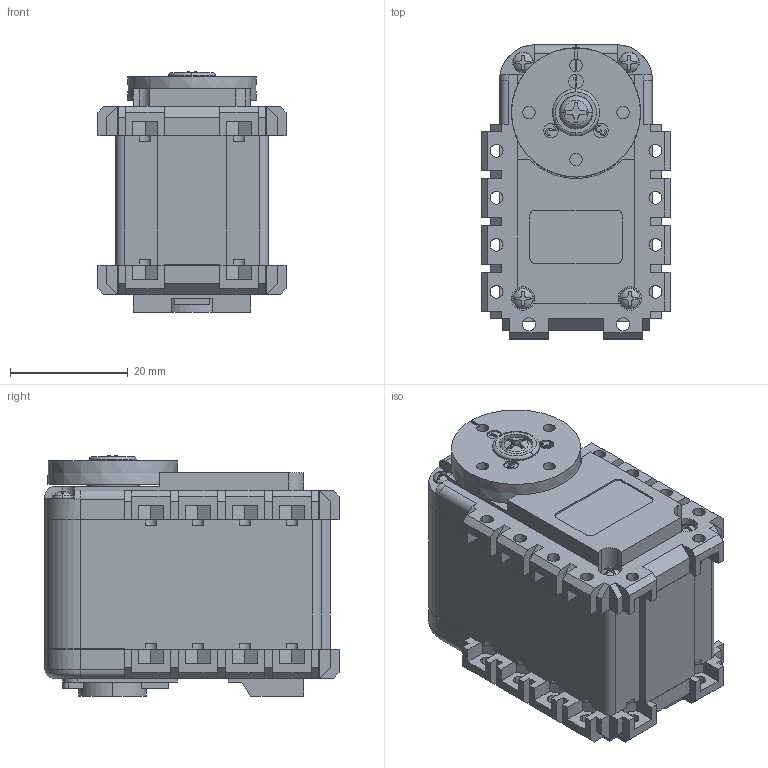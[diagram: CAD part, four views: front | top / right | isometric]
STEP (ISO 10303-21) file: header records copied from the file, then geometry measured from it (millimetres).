
FILE_DESCRIPTION((''),'2;1');
FILE_NAME('AX12_ASM','2011-05-31T',('yun'),(''),'PRO/ENGINEER BY PARAMETRIC TECHNOLOGY CORPORATION, 2009060','PRO/ENGINEER BY PARAMETRIC TECHNOLOGY CORPORATION, 2009060','');
FILE_SCHEMA(('CONFIG_CONTROL_DESIGN'));
Length unit declared in the file: millimetre
Products named in the file (7): ASSY_DUMMY__; ASSY_GEAR-WHEEL__; DX124_SCREW-COVER__; 099990987___; DX124_HORN1__; PHS_M3X10__; AX12_ASM
Assembly tree (10 placements, depth 2):
  AX12_ASM
    ASSY_DUMMY__
    ASSY_GEAR-WHEEL__
    DX124_SCREW-COVER__  x4
    099990987___  x2
    DX124_HORN1__
    PHS_M3X10__
Bounding box: 32 x 50 x 40.86 mm (x, y, z)
Volume: 43350.6 mm3; surface area: 13862.7 mm2
Topology: 10 solids, 10 shells, 1263 faces, 3463 edges, 2263 vertices
Faces by surface type: plane 848, cylinder 318, bspline 32, cone 29, torus 22, sphere 14
Entity records: 35533 total; most frequent: CARTESIAN_POINT 7375, ORIENTED_EDGE 6016, DIRECTION 5618, EDGE_CURVE 3008, VECTOR 2192, LINE 2192, VERTEX_POINT 1971, AXIS2_PLACEMENT_3D 1713
